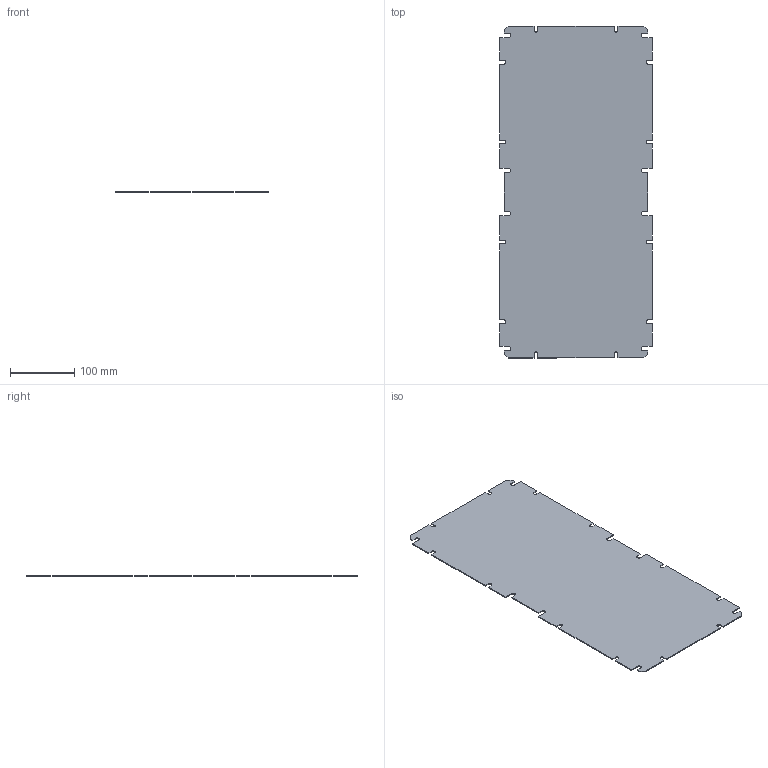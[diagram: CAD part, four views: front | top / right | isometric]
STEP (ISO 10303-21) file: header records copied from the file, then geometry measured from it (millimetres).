
FILE_DESCRIPTION (( 'STEP AP214' ), '1' );
FILE_NAME ('EKTVT.STEP', '2019-09-17T07:38:55', ( '' ), ( '' ), 'SwSTEP 2.0', 'SolidWorks 2019', '' );
FILE_SCHEMA (( 'AUTOMOTIVE_DESIGN' ));
Length unit declared in the file: millimetre
Products named in the file (1): EKTVT
Bounding box: 238 x 518 x 1.5 mm (x, y, z)
Volume: 180774.6 mm3; surface area: 243821.3 mm2
Topology: 1 solids, 1 shells, 98 faces, 288 edges, 192 vertices
Faces by surface type: plane 70, cylinder 28
Entity records: 3282 total; most frequent: CARTESIAN_POINT 579, ORIENTED_EDGE 576, DIRECTION 542, EDGE_CURVE 288, VECTOR 232, LINE 232, VERTEX_POINT 192, AXIS2_PLACEMENT_3D 155
